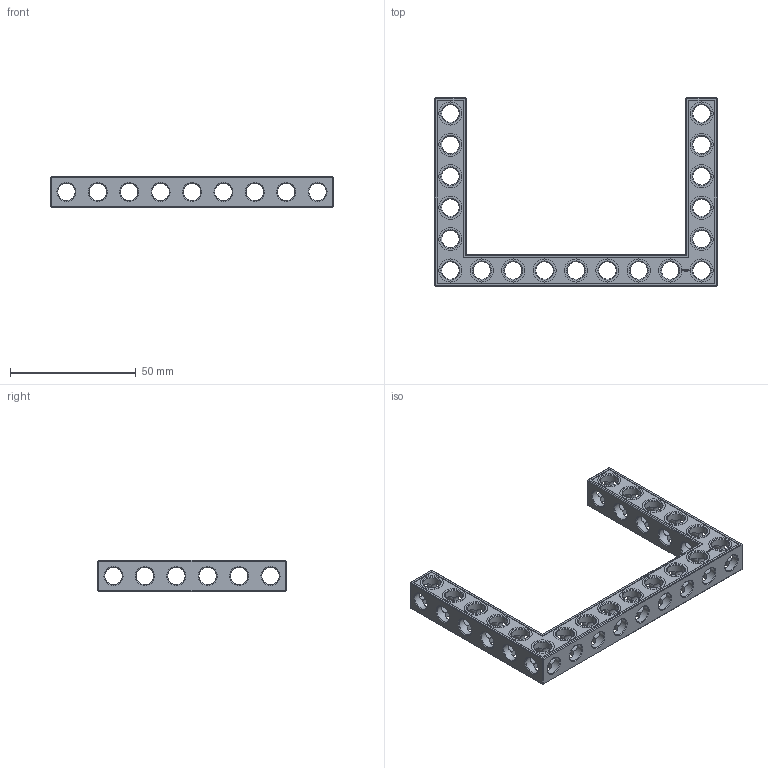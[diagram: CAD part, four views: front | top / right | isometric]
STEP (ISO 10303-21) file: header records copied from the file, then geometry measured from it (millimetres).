
FILE_DESCRIPTION(('FreeCAD Model'),'2;1');
FILE_NAME('Open CASCADE Shape Model','2022-02-23T22:12:04',( 'Paulo Kiefe'),('STEMFIE.org'),'Open CASCADE STEP processor 7.5', 'FreeCAD','Unknown');
FILE_SCHEMA(('AUTOMOTIVE_DESIGN { 1 0 10303 214 1 1 1 1 }'));
Products named in the file (1): Beam AGD ESS USH SYM BU09x06x01 - SPN-BEM-0427 (stemfie.org)
Bounding box: 112.5 x 75 x 12.5 mm (x, y, z)
Volume: 18562.2 mm3; surface area: 16683.2 mm2
Topology: 1 solids, 1 shells, 711 faces, 2089 edges, 1356 vertices
Faces by surface type: plane 402, extrusion 116, cylinder 115, cone 78
Full cylindrical faces by diameter (mm): 6.98 x14, 7 x82, 9.2 x19
Entity records: 104869 total; most frequent: CARTESIAN_POINT 65208, DIRECTION 6569, VECTOR 4456, LINE 4340, ORIENTED_EDGE 4178, PCURVE 4178, DEFINITIONAL_REPRESENTATION 4178, EDGE_CURVE 2089
